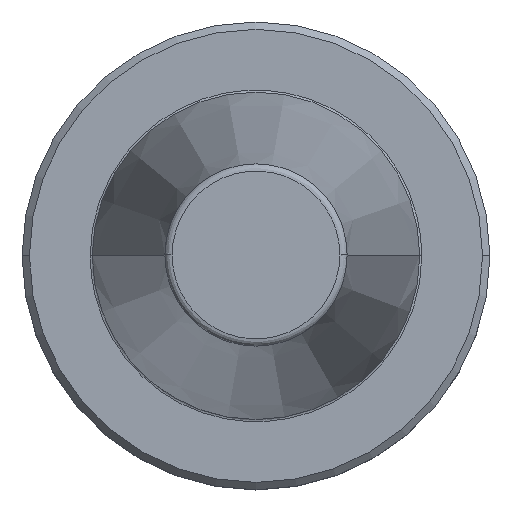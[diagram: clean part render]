
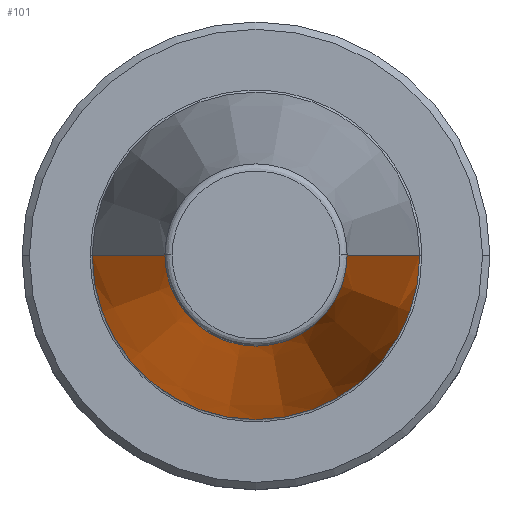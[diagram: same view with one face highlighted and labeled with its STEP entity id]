
A CAD part, top view. The second image highlights one B-rep face of the part: STEP entity #101.
In plain terms, the highlighted conical face has half-angle 8.297 degrees and reference radius 22.225 mm.
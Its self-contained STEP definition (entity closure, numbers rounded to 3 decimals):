
#17 = EDGE_CURVE ( 'NONE', #1084, #1017, #613, .T. ) ;
#77 = EDGE_LOOP ( 'NONE', ( #732, #625, #116, #829 ) ) ;
#101 = ADVANCED_FACE ( 'NONE', ( #1216 ), #444, .T. ) ;
#108 = VECTOR ( 'NONE', #472, 1000. ) ;
#111 = DIRECTION ( 'NONE',  ( -1., 0., 0. ) ) ;
#116 = ORIENTED_EDGE ( 'NONE', *, *, #755, .T. ) ;
#142 = VECTOR ( 'NONE', #873, 1000. ) ;
#298 = VERTEX_POINT ( 'NONE', #1033 ) ;
#321 = DIRECTION ( 'NONE',  ( 0., 0., -1. ) ) ;
#323 = CARTESIAN_POINT ( 'NONE',  ( 12.375, 0., 67.544 ) ) ;
#368 = CARTESIAN_POINT ( 'NONE',  ( -22.225, 0., 0. ) ) ;
#444 = CONICAL_SURFACE ( 'NONE', #995, 22.225, 0.145 ) ;
#456 = AXIS2_PLACEMENT_3D ( 'NONE', #1093, #1275, #460 ) ;
#460 = DIRECTION ( 'NONE',  ( -1., 0., 0. ) ) ;
#472 = DIRECTION ( 'NONE',  ( -0.144, 0., -0.99 ) ) ;
#500 = LINE ( 'NONE', #1126, #142 ) ;
#613 = CIRCLE ( 'NONE', #456, 12.375 ) ;
#625 = ORIENTED_EDGE ( 'NONE', *, *, #17, .T. ) ;
#647 = CARTESIAN_POINT ( 'NONE',  ( -12.375, 0., 67.544 ) ) ;
#653 = AXIS2_PLACEMENT_3D ( 'NONE', #1273, #752, #111 ) ;
#721 = EDGE_CURVE ( 'NONE', #1084, #1037, #500, .T. ) ;
#732 = ORIENTED_EDGE ( 'NONE', *, *, #721, .F. ) ;
#752 = DIRECTION ( 'NONE',  ( 0., 0., 1. ) ) ;
#755 = EDGE_CURVE ( 'NONE', #1017, #298, #1157, .T. ) ;
#790 = CIRCLE ( 'NONE', #653, 22.225 ) ;
#829 = ORIENTED_EDGE ( 'NONE', *, *, #1098, .T. ) ;
#839 = CARTESIAN_POINT ( 'NONE',  ( 22.225, 0., 0. ) ) ;
#873 = DIRECTION ( 'NONE',  ( 0.144, 0., -0.99 ) ) ;
#995 = AXIS2_PLACEMENT_3D ( 'NONE', #1239, #321, #1138 ) ;
#1017 = VERTEX_POINT ( 'NONE', #647 ) ;
#1033 = CARTESIAN_POINT ( 'NONE',  ( -22.225, 0., 0. ) ) ;
#1037 = VERTEX_POINT ( 'NONE', #839 ) ;
#1084 = VERTEX_POINT ( 'NONE', #323 ) ;
#1093 = CARTESIAN_POINT ( 'NONE',  ( 0., 0., 67.544 ) ) ;
#1098 = EDGE_CURVE ( 'NONE', #298, #1037, #790, .T. ) ;
#1126 = CARTESIAN_POINT ( 'NONE',  ( 22.225, 0., 0. ) ) ;
#1138 = DIRECTION ( 'NONE',  ( -1., 0., 0. ) ) ;
#1157 = LINE ( 'NONE', #368, #108 ) ;
#1216 = FACE_OUTER_BOUND ( 'NONE', #77, .T. ) ;
#1239 = CARTESIAN_POINT ( 'NONE',  ( 0., 0., 0. ) ) ;
#1273 = CARTESIAN_POINT ( 'NONE',  ( 0., 0., 0. ) ) ;
#1275 = DIRECTION ( 'NONE',  ( 0., 0., -1. ) ) ;
